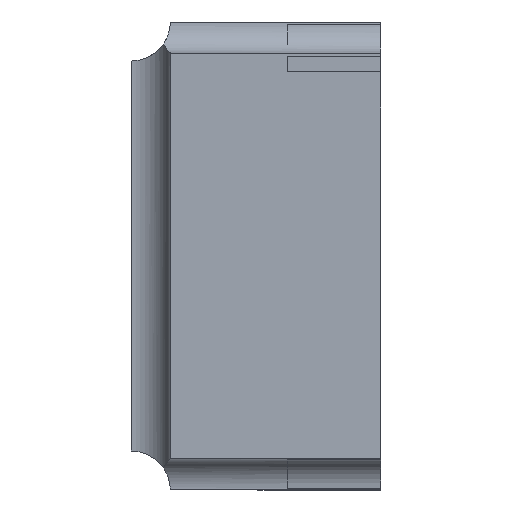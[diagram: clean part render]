
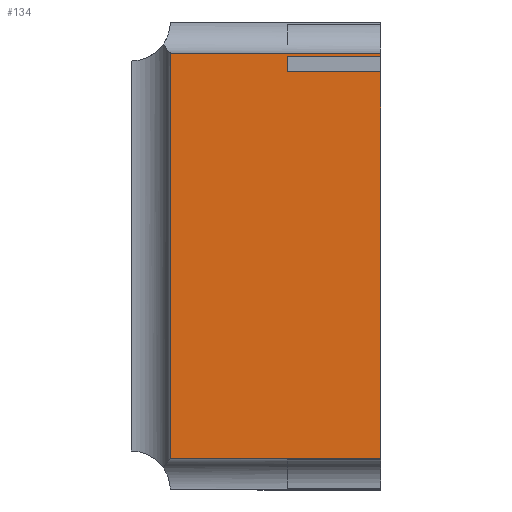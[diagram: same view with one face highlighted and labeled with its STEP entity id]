
A CAD part, left-side view. The second image highlights one B-rep face of the part: STEP entity #134.
In plain terms, the highlighted planar face has unit normal (-1, 0, 0).
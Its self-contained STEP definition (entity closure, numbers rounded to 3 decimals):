
#16 = FACE_OUTER_BOUND ( 'NONE', #2941, .T. ) ;
#37 = LINE ( 'NONE', #556, #1281 ) ;
#82 = DIRECTION ( 'NONE',  ( 0., 0., 1. ) ) ;
#109 = DIRECTION ( 'NONE',  ( 0., 0., -1. ) ) ;
#134 = ADVANCED_FACE ( 'NONE', ( #16 ), #2856, .F. ) ;
#167 = LINE ( 'NONE', #2335, #597 ) ;
#176 = CARTESIAN_POINT ( 'NONE',  ( -1.6, 0., 0.64 ) ) ;
#179 = EDGE_CURVE ( 'NONE', #1538, #2450, #529, .T. ) ;
#236 = VERTEX_POINT ( 'NONE', #1008 ) ;
#286 = CARTESIAN_POINT ( 'NONE',  ( -1.6, 0., -0.65 ) ) ;
#296 = VECTOR ( 'NONE', #82, 1000. ) ;
#308 = VERTEX_POINT ( 'NONE', #760 ) ;
#331 = LINE ( 'NONE', #983, #2879 ) ;
#380 = VERTEX_POINT ( 'NONE', #490 ) ;
#453 = VECTOR ( 'NONE', #2931, 1000. ) ;
#490 = CARTESIAN_POINT ( 'NONE',  ( -1.6, 0., -0.65 ) ) ;
#515 = EDGE_CURVE ( 'NONE', #1797, #308, #1498, .T. ) ;
#529 = LINE ( 'NONE', #1204, #453 ) ;
#556 = CARTESIAN_POINT ( 'NONE',  ( -1.6, 0.3, 0.64 ) ) ;
#583 = ORIENTED_EDGE ( 'NONE', *, *, #1762, .T. ) ;
#597 = VECTOR ( 'NONE', #2630, 1000. ) ;
#616 = ORIENTED_EDGE ( 'NONE', *, *, #515, .T. ) ;
#749 = LINE ( 'NONE', #2577, #3148 ) ;
#760 = CARTESIAN_POINT ( 'NONE',  ( -1.6, 0., 0.65 ) ) ;
#794 = DIRECTION ( 'NONE',  ( 0., -1., 0. ) ) ;
#832 = EDGE_CURVE ( 'NONE', #308, #236, #331, .T. ) ;
#842 = VERTEX_POINT ( 'NONE', #3006 ) ;
#972 = LINE ( 'NONE', #286, #1749 ) ;
#983 = CARTESIAN_POINT ( 'NONE',  ( -1.6, 0., 0.65 ) ) ;
#1008 = CARTESIAN_POINT ( 'NONE',  ( -1.6, 0.675, 0.65 ) ) ;
#1033 = ORIENTED_EDGE ( 'NONE', *, *, #2667, .T. ) ;
#1076 = CARTESIAN_POINT ( 'NONE',  ( -1.6, 0.3, 0.59 ) ) ;
#1144 = DIRECTION ( 'NONE',  ( 1., 0., 0. ) ) ;
#1155 = DIRECTION ( 'NONE',  ( 0., 0., 1. ) ) ;
#1178 = CARTESIAN_POINT ( 'NONE',  ( -1.6, 0.3, 0.64 ) ) ;
#1204 = CARTESIAN_POINT ( 'NONE',  ( -1.6, 0.3, 0.59 ) ) ;
#1273 = DIRECTION ( 'NONE',  ( 0., 1., 0. ) ) ;
#1281 = VECTOR ( 'NONE', #2768, 1000. ) ;
#1287 = VECTOR ( 'NONE', #1155, 1000. ) ;
#1498 = LINE ( 'NONE', #1883, #296 ) ;
#1538 = VERTEX_POINT ( 'NONE', #1076 ) ;
#1647 = AXIS2_PLACEMENT_3D ( 'NONE', #2093, #1144, #3152 ) ;
#1663 = ORIENTED_EDGE ( 'NONE', *, *, #832, .T. ) ;
#1706 = EDGE_CURVE ( 'NONE', #236, #842, #749, .T. ) ;
#1738 = ORIENTED_EDGE ( 'NONE', *, *, #3067, .F. ) ;
#1749 = VECTOR ( 'NONE', #794, 1000. ) ;
#1762 = EDGE_CURVE ( 'NONE', #380, #2450, #1926, .T. ) ;
#1797 = VERTEX_POINT ( 'NONE', #176 ) ;
#1883 = CARTESIAN_POINT ( 'NONE',  ( -1.6, 0., 0.75 ) ) ;
#1926 = LINE ( 'NONE', #3179, #1287 ) ;
#1992 = ORIENTED_EDGE ( 'NONE', *, *, #1706, .T. ) ;
#2093 = CARTESIAN_POINT ( 'NONE',  ( -1.6, 0.8, 0.75 ) ) ;
#2227 = ORIENTED_EDGE ( 'NONE', *, *, #179, .F. ) ;
#2238 = CARTESIAN_POINT ( 'NONE',  ( -1.6, 0., 0.59 ) ) ;
#2289 = VERTEX_POINT ( 'NONE', #1178 ) ;
#2335 = CARTESIAN_POINT ( 'NONE',  ( -1.6, 0.3, 0.64 ) ) ;
#2450 = VERTEX_POINT ( 'NONE', #2238 ) ;
#2474 = EDGE_CURVE ( 'NONE', #842, #380, #972, .T. ) ;
#2577 = CARTESIAN_POINT ( 'NONE',  ( -1.6, 0.675, -0.75 ) ) ;
#2630 = DIRECTION ( 'NONE',  ( 0., -1., 0. ) ) ;
#2644 = ORIENTED_EDGE ( 'NONE', *, *, #2474, .T. ) ;
#2667 = EDGE_CURVE ( 'NONE', #2289, #1797, #167, .T. ) ;
#2768 = DIRECTION ( 'NONE',  ( 0., 0., -1. ) ) ;
#2856 = PLANE ( 'NONE',  #1647 ) ;
#2879 = VECTOR ( 'NONE', #1273, 1000. ) ;
#2931 = DIRECTION ( 'NONE',  ( 0., -1., 0. ) ) ;
#2941 = EDGE_LOOP ( 'NONE', ( #583, #2227, #1738, #1033, #616, #1663, #1992, #2644 ) ) ;
#3006 = CARTESIAN_POINT ( 'NONE',  ( -1.6, 0.675, -0.65 ) ) ;
#3067 = EDGE_CURVE ( 'NONE', #2289, #1538, #37, .T. ) ;
#3148 = VECTOR ( 'NONE', #109, 1000. ) ;
#3152 = DIRECTION ( 'NONE',  ( 0., 0., -1. ) ) ;
#3179 = CARTESIAN_POINT ( 'NONE',  ( -1.6, 0., 0.75 ) ) ;
